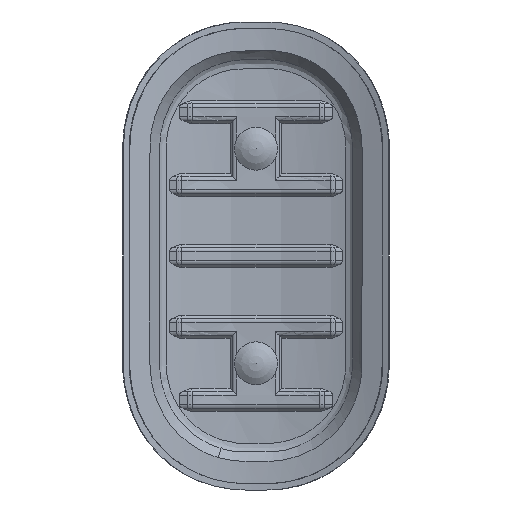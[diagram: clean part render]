
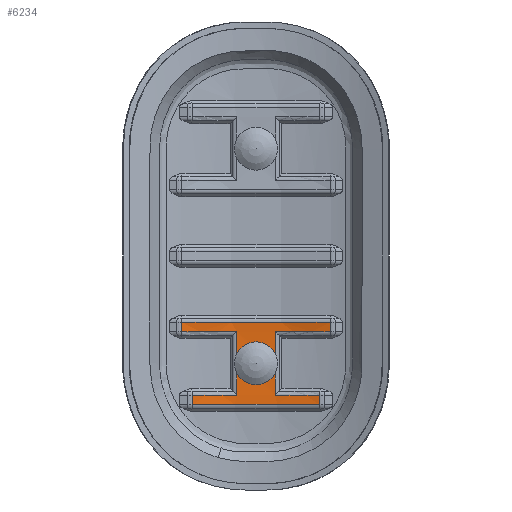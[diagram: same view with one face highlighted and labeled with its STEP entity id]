
A CAD part, front view. The second image highlights one B-rep face of the part: STEP entity #6234.
In plain terms, the highlighted cylindrical face has radius 143.3 mm (diameter 286.6 mm), a partial arc.
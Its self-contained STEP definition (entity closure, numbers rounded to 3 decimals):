
#6234=ADVANCED_FACE('',(#7770,#7771),#7459,.F.);
#7459=CYLINDRICAL_SURFACE('',#40729,143.3);
#7770=FACE_BOUND('',#9462,.T.);
#7771=FACE_BOUND('',#9463,.T.);
#9462=EDGE_LOOP('',(#19290,#19291,#19292,#19293,#19294,#19295,#19296,#19297,
#19298,#19299,#19300,#19301));
#9463=EDGE_LOOP('',(#19302));
#11600=B_SPLINE_CURVE_WITH_KNOTS('',3,(#74288,#74289,#74290,#74291,#74292,
#74293,#74294,#74295,#74296,#74297,#74298,#74299,#74300,#74301,#74302,#74303,
#74304,#74305),.UNSPECIFIED.,.T.,.F.,(2,2,2,2,2,2,2,2,2,2,2),(-0.125,0.,
0.125,0.25,0.375,0.5,0.625,0.75,0.875,1.,1.125),.UNSPECIFIED.);
#19290=ORIENTED_EDGE('',*,*,#30241,.T.);
#19291=ORIENTED_EDGE('',*,*,#30242,.T.);
#19292=ORIENTED_EDGE('',*,*,#30243,.F.);
#19293=ORIENTED_EDGE('',*,*,#30244,.T.);
#19294=ORIENTED_EDGE('',*,*,#30245,.T.);
#19295=ORIENTED_EDGE('',*,*,#30246,.T.);
#19296=ORIENTED_EDGE('',*,*,#30247,.T.);
#19297=ORIENTED_EDGE('',*,*,#30248,.T.);
#19298=ORIENTED_EDGE('',*,*,#30249,.F.);
#19299=ORIENTED_EDGE('',*,*,#30250,.T.);
#19300=ORIENTED_EDGE('',*,*,#30239,.T.);
#19301=ORIENTED_EDGE('',*,*,#30236,.T.);
#19302=ORIENTED_EDGE('',*,*,#30233,.T.);
#25617=VERTEX_POINT('',#74306);
#25619=VERTEX_POINT('',#74320);
#25620=VERTEX_POINT('',#74322);
#25621=VERTEX_POINT('',#74327);
#25622=VERTEX_POINT('',#74331);
#25623=VERTEX_POINT('',#74333);
#25624=VERTEX_POINT('',#74335);
#25625=VERTEX_POINT('',#74337);
#25626=VERTEX_POINT('',#74339);
#25627=VERTEX_POINT('',#74341);
#25628=VERTEX_POINT('',#74343);
#25629=VERTEX_POINT('',#74345);
#25630=VERTEX_POINT('',#74347);
#30233=EDGE_CURVE('',#25617,#25617,#11600,.T.);
#30236=EDGE_CURVE('',#25620,#25619,#33266,.T.);
#30239=EDGE_CURVE('',#25621,#25620,#35214,.T.);
#30241=EDGE_CURVE('',#25619,#25622,#35215,.T.);
#30242=EDGE_CURVE('',#25622,#25623,#33270,.T.);
#30243=EDGE_CURVE('',#25624,#25623,#35216,.T.);
#30244=EDGE_CURVE('',#25624,#25625,#33271,.T.);
#30245=EDGE_CURVE('',#25625,#25626,#35217,.T.);
#30246=EDGE_CURVE('',#25626,#25627,#33272,.T.);
#30247=EDGE_CURVE('',#25627,#25628,#35218,.T.);
#30248=EDGE_CURVE('',#25628,#25629,#33273,.T.);
#30249=EDGE_CURVE('',#25630,#25629,#35219,.T.);
#30250=EDGE_CURVE('',#25630,#25621,#33274,.T.);
#33266=CIRCLE('',#40718,143.3);
#33270=CIRCLE('',#40724,143.3);
#33271=CIRCLE('',#40725,143.3);
#33272=CIRCLE('',#40726,143.3);
#33273=CIRCLE('',#40727,143.3);
#33274=CIRCLE('',#40728,143.3);
#35214=LINE('',#74326,#37324);
#35215=LINE('',#74330,#37325);
#35216=LINE('',#74334,#37326);
#35217=LINE('',#74338,#37327);
#35218=LINE('',#74342,#37328);
#35219=LINE('',#74346,#37329);
#37324=VECTOR('',#48839,1.);
#37325=VECTOR('',#48844,1.);
#37326=VECTOR('',#48847,1.);
#37327=VECTOR('',#48850,1.);
#37328=VECTOR('',#48853,1.);
#37329=VECTOR('',#48856,1.);
#40718=AXIS2_PLACEMENT_3D('',#74321,#48831,#48832);
#40724=AXIS2_PLACEMENT_3D('',#74332,#48845,#48846);
#40725=AXIS2_PLACEMENT_3D('',#74336,#48848,#48849);
#40726=AXIS2_PLACEMENT_3D('',#74340,#48851,#48852);
#40727=AXIS2_PLACEMENT_3D('',#74344,#48854,#48855);
#40728=AXIS2_PLACEMENT_3D('',#74348,#48857,#48858);
#40729=AXIS2_PLACEMENT_3D('',#74349,#48859,#48860);
#48831=DIRECTION('',(0.,0.,-1.));
#48832=DIRECTION('',(-1.,0.,0.));
#48839=DIRECTION('',(0.,0.,-1.));
#48844=DIRECTION('',(0.,0.,-1.));
#48845=DIRECTION('',(0.,0.,1.));
#48846=DIRECTION('',(-1.,0.,0.));
#48847=DIRECTION('',(0.,0.,1.));
#48848=DIRECTION('',(0.,0.,-1.));
#48849=DIRECTION('',(-1.,0.,0.));
#48850=DIRECTION('',(0.,0.,1.));
#48851=DIRECTION('',(0.,0.,1.));
#48852=DIRECTION('',(-1.,0.,0.));
#48853=DIRECTION('',(0.,0.,1.));
#48854=DIRECTION('',(0.,0.,-1.));
#48855=DIRECTION('',(-1.,0.,0.));
#48856=DIRECTION('',(0.,0.,-1.));
#48857=DIRECTION('',(0.,0.,1.));
#48858=DIRECTION('',(-1.,0.,0.));
#48859=DIRECTION('',(0.,0.,-1.));
#48860=DIRECTION('',(-1.,0.,0.));
#74288=CARTESIAN_POINT('',(-1.853,143.301,-58.244));
#74289=CARTESIAN_POINT('',(-5.647,143.201,-56.237));
#74290=CARTESIAN_POINT('',(-7.068,143.127,-54.481));
#74291=CARTESIAN_POINT('',(-8.312,143.06,-50.412));
#74292=CARTESIAN_POINT('',(-8.119,143.073,-48.135));
#74293=CARTESIAN_POINT('',(-6.21,143.169,-44.358));
#74294=CARTESIAN_POINT('',(-4.475,143.244,-42.86));
#74295=CARTESIAN_POINT('',(-0.418,143.314,-41.562));
#74296=CARTESIAN_POINT('',(1.865,143.3,-41.764));
#74297=CARTESIAN_POINT('',(5.625,143.202,-43.75));
#74298=CARTESIAN_POINT('',(7.07,143.127,-45.529));
#74299=CARTESIAN_POINT('',(8.308,143.06,-49.572));
#74300=CARTESIAN_POINT('',(8.125,143.073,-51.852));
#74301=CARTESIAN_POINT('',(6.208,143.169,-55.648));
#74302=CARTESIAN_POINT('',(4.473,143.245,-57.141));
#74303=CARTESIAN_POINT('',(0.415,143.314,-58.438));
#74304=CARTESIAN_POINT('',(-1.853,143.301,-58.244));
#74305=CARTESIAN_POINT('',(-5.647,143.201,-56.237));
#74306=CARTESIAN_POINT('',(-3.75,143.251,-57.241));
#74320=CARTESIAN_POINT('',(-8.895,143.024,-35.172));
#74321=CARTESIAN_POINT('',(0.,0.,-35.172));
#74322=CARTESIAN_POINT('',(-34.488,139.088,-35.172));
#74326=CARTESIAN_POINT('',(-34.488,139.088,-27.));
#74327=CARTESIAN_POINT('',(-34.488,139.088,-30.828));
#74330=CARTESIAN_POINT('',(-8.895,143.024,-27.));
#74331=CARTESIAN_POINT('',(-8.895,143.024,-64.828));
#74332=CARTESIAN_POINT('',(0.,0.,-64.828));
#74333=CARTESIAN_POINT('',(-29.639,140.201,-64.828));
#74334=CARTESIAN_POINT('',(-29.639,140.201,-73.));
#74335=CARTESIAN_POINT('',(-29.639,140.201,-69.172));
#74336=CARTESIAN_POINT('',(0.,0.,-69.172));
#74337=CARTESIAN_POINT('',(29.639,140.201,-69.172));
#74338=CARTESIAN_POINT('',(29.639,140.201,-27.));
#74339=CARTESIAN_POINT('',(29.639,140.201,-64.828));
#74340=CARTESIAN_POINT('',(0.,0.,-64.828));
#74341=CARTESIAN_POINT('',(8.895,143.024,-64.828));
#74342=CARTESIAN_POINT('',(8.895,143.024,-27.));
#74343=CARTESIAN_POINT('',(8.895,143.024,-35.172));
#74344=CARTESIAN_POINT('',(0.,0.,-35.172));
#74345=CARTESIAN_POINT('',(34.488,139.088,-35.172));
#74346=CARTESIAN_POINT('',(34.488,139.088,-27.));
#74347=CARTESIAN_POINT('',(34.488,139.088,-30.828));
#74348=CARTESIAN_POINT('',(0.,0.,-30.828));
#74349=CARTESIAN_POINT('',(0.,0.,-27.));
